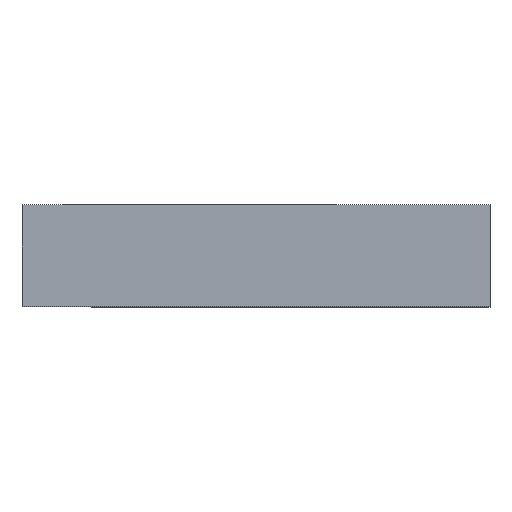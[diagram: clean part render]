
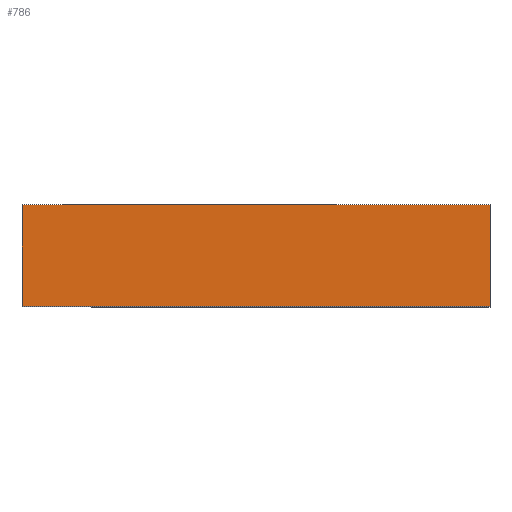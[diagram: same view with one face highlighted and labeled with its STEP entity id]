
A CAD part, top view. The second image highlights one B-rep face of the part: STEP entity #786.
In plain terms, the highlighted planar face has unit normal (0, 0, 1).
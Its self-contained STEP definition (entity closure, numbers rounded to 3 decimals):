
#72 = PLANE('',#73);
#73 = AXIS2_PLACEMENT_3D('',#74,#75,#76);
#74 = CARTESIAN_POINT('',(57.036,0.,-58.261));
#75 = DIRECTION('',(0.,1.,0.));
#76 = DIRECTION('',(0.,-0.,1.));
#100 = PLANE('',#101);
#101 = AXIS2_PLACEMENT_3D('',#102,#103,#104);
#102 = CARTESIAN_POINT('',(0.,0.,-27.046));
#103 = DIRECTION('',(-1.,0.,0.));
#104 = DIRECTION('',(0.,0.,-1.));
#125 = PLANE('',#126);
#126 = AXIS2_PLACEMENT_3D('',#127,#128,#129);
#127 = CARTESIAN_POINT('',(57.036,25.,-58.261));
#128 = DIRECTION('',(0.,1.,0.));
#129 = DIRECTION('',(0.,-0.,1.));
#250 = VERTEX_POINT('',#251);
#251 = CARTESIAN_POINT('',(115.,25.,0.));
#267 = PLANE('',#268);
#268 = AXIS2_PLACEMENT_3D('',#269,#270,#271);
#269 = CARTESIAN_POINT('',(115.,0.,-90.));
#270 = DIRECTION('',(1.,0.,0.));
#271 = DIRECTION('',(-0.,0.,1.));
#303 = VERTEX_POINT('',#304);
#304 = CARTESIAN_POINT('',(0.,25.,0.));
#325 = EDGE_CURVE('',#303,#250,#326,.T.);
#326 = SURFACE_CURVE('',#327,(#331,#338),.PCURVE_S1.);
#327 = LINE('',#328,#329);
#328 = CARTESIAN_POINT('',(0.,25.,0.));
#329 = VECTOR('',#330,1.);
#330 = DIRECTION('',(1.,0.,0.));
#331 = PCURVE('',#125,#332);
#332 = DEFINITIONAL_REPRESENTATION('',(#333),#337);
#333 = LINE('',#334,#335);
#334 = CARTESIAN_POINT('',(58.261,-57.036));
#335 = VECTOR('',#336,1.);
#336 = DIRECTION('',(0.,1.));
#337 = ( GEOMETRIC_REPRESENTATION_CONTEXT(2) 
PARAMETRIC_REPRESENTATION_CONTEXT() REPRESENTATION_CONTEXT('2D SPACE',''
  ) );
#338 = PCURVE('',#339,#344);
#339 = PLANE('',#340);
#340 = AXIS2_PLACEMENT_3D('',#341,#342,#343);
#341 = CARTESIAN_POINT('',(22.5,0.,0.));
#342 = DIRECTION('',(0.,0.,1.));
#343 = DIRECTION('',(1.,0.,-0.));
#344 = DEFINITIONAL_REPRESENTATION('',(#345),#349);
#345 = LINE('',#346,#347);
#346 = CARTESIAN_POINT('',(-22.5,25.));
#347 = VECTOR('',#348,1.);
#348 = DIRECTION('',(1.,0.));
#349 = ( GEOMETRIC_REPRESENTATION_CONTEXT(2) 
PARAMETRIC_REPRESENTATION_CONTEXT() REPRESENTATION_CONTEXT('2D SPACE',''
  ) );
#469 = VERTEX_POINT('',#470);
#470 = CARTESIAN_POINT('',(0.,0.,0.));
#491 = EDGE_CURVE('',#469,#303,#492,.T.);
#492 = SURFACE_CURVE('',#493,(#497,#504),.PCURVE_S1.);
#493 = LINE('',#494,#495);
#494 = CARTESIAN_POINT('',(0.,0.,0.));
#495 = VECTOR('',#496,1.);
#496 = DIRECTION('',(0.,1.,-0.));
#497 = PCURVE('',#100,#498);
#498 = DEFINITIONAL_REPRESENTATION('',(#499),#503);
#499 = LINE('',#500,#501);
#500 = CARTESIAN_POINT('',(-27.046,-0.));
#501 = VECTOR('',#502,1.);
#502 = DIRECTION('',(0.,-1.));
#503 = ( GEOMETRIC_REPRESENTATION_CONTEXT(2) 
PARAMETRIC_REPRESENTATION_CONTEXT() REPRESENTATION_CONTEXT('2D SPACE',''
  ) );
#504 = PCURVE('',#339,#505);
#505 = DEFINITIONAL_REPRESENTATION('',(#506),#510);
#506 = LINE('',#507,#508);
#507 = CARTESIAN_POINT('',(-22.5,0.));
#508 = VECTOR('',#509,1.);
#509 = DIRECTION('',(0.,1.));
#510 = ( GEOMETRIC_REPRESENTATION_CONTEXT(2) 
PARAMETRIC_REPRESENTATION_CONTEXT() REPRESENTATION_CONTEXT('2D SPACE',''
  ) );
#520 = VERTEX_POINT('',#521);
#521 = CARTESIAN_POINT('',(115.,0.,0.));
#566 = EDGE_CURVE('',#520,#469,#567,.T.);
#567 = SURFACE_CURVE('',#568,(#572,#579),.PCURVE_S1.);
#568 = LINE('',#569,#570);
#569 = CARTESIAN_POINT('',(115.,0.,0.));
#570 = VECTOR('',#571,1.);
#571 = DIRECTION('',(-1.,0.,0.));
#572 = PCURVE('',#72,#573);
#573 = DEFINITIONAL_REPRESENTATION('',(#574),#578);
#574 = LINE('',#575,#576);
#575 = CARTESIAN_POINT('',(58.261,57.964));
#576 = VECTOR('',#577,1.);
#577 = DIRECTION('',(0.,-1.));
#578 = ( GEOMETRIC_REPRESENTATION_CONTEXT(2) 
PARAMETRIC_REPRESENTATION_CONTEXT() REPRESENTATION_CONTEXT('2D SPACE',''
  ) );
#579 = PCURVE('',#339,#580);
#580 = DEFINITIONAL_REPRESENTATION('',(#581),#585);
#581 = LINE('',#582,#583);
#582 = CARTESIAN_POINT('',(92.5,0.));
#583 = VECTOR('',#584,1.);
#584 = DIRECTION('',(-1.,0.));
#585 = ( GEOMETRIC_REPRESENTATION_CONTEXT(2) 
PARAMETRIC_REPRESENTATION_CONTEXT() REPRESENTATION_CONTEXT('2D SPACE',''
  ) );
#767 = EDGE_CURVE('',#520,#250,#768,.T.);
#768 = SURFACE_CURVE('',#769,(#773,#779),.PCURVE_S1.);
#769 = LINE('',#770,#771);
#770 = CARTESIAN_POINT('',(115.,0.,0.));
#771 = VECTOR('',#772,1.);
#772 = DIRECTION('',(0.,1.,0.));
#773 = PCURVE('',#267,#774);
#774 = DEFINITIONAL_REPRESENTATION('',(#775),#778);
#775 = B_SPLINE_CURVE_WITH_KNOTS('',1,(#776,#777),.UNSPECIFIED.,.F.,.F.,
  (2,2),(-75.554,100.554),.PIECEWISE_BEZIER_KNOTS.);
#776 = CARTESIAN_POINT('',(90.,75.554));
#777 = CARTESIAN_POINT('',(90.,-100.554));
#778 = ( GEOMETRIC_REPRESENTATION_CONTEXT(2) 
PARAMETRIC_REPRESENTATION_CONTEXT() REPRESENTATION_CONTEXT('2D SPACE',''
  ) );
#779 = PCURVE('',#339,#780);
#780 = DEFINITIONAL_REPRESENTATION('',(#781),#784);
#781 = B_SPLINE_CURVE_WITH_KNOTS('',1,(#782,#783),.UNSPECIFIED.,.F.,.F.,
  (2,2),(-75.554,100.554),.PIECEWISE_BEZIER_KNOTS.);
#782 = CARTESIAN_POINT('',(92.5,-75.554));
#783 = CARTESIAN_POINT('',(92.5,100.554));
#784 = ( GEOMETRIC_REPRESENTATION_CONTEXT(2) 
PARAMETRIC_REPRESENTATION_CONTEXT() REPRESENTATION_CONTEXT('2D SPACE',''
  ) );
#786 = ADVANCED_FACE('',(#787),#339,.T.);
#787 = FACE_BOUND('',#788,.T.);
#788 = EDGE_LOOP('',(#789,#790,#791,#792));
#789 = ORIENTED_EDGE('',*,*,#491,.F.);
#790 = ORIENTED_EDGE('',*,*,#566,.F.);
#791 = ORIENTED_EDGE('',*,*,#767,.T.);
#792 = ORIENTED_EDGE('',*,*,#325,.F.);
